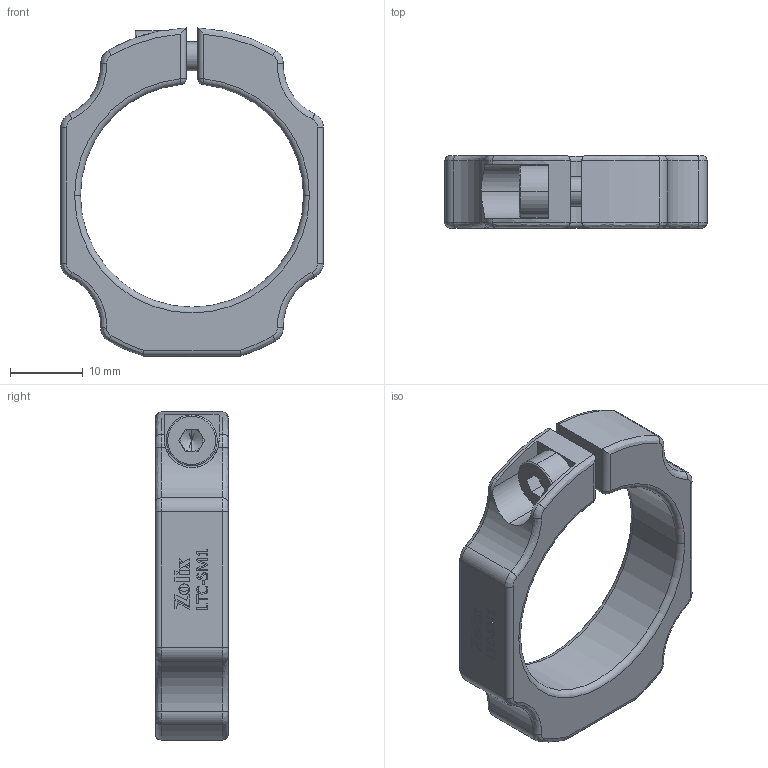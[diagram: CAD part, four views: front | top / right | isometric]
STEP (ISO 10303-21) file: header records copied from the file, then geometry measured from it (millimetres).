
FILE_DESCRIPTION (( 'STEP AP203' ), '1' );
FILE_NAME ('LTC-SM1.STEP', '2025-09-04T01:48:22', ( '' ), ( '' ), 'SwSTEP 2.0', 'SolidWorks 2020', '' );
FILE_SCHEMA (( 'CONFIG_CONTROL_DESIGN' ));
Length unit declared in the file: millimetre
Products named in the file (1): LTC-SM1
Bounding box: 36 x 9.92 x 44.99 mm (x, y, z)
Volume: 5774.2 mm3; surface area: 4086.4 mm2
Topology: 2 solids, 2 shells, 384 faces, 1012 edges, 645 vertices
Faces by surface type: plane 222, bspline 98, cylinder 44, cone 10, torus 10
Entity records: 14051 total; most frequent: CARTESIAN_POINT 5684, ORIENTED_EDGE 2008, DIRECTION 1264, EDGE_CURVE 1004, VERTEX_POINT 645, B_SPLINE_CURVE_WITH_KNOTS 462, AXIS2_PLACEMENT_3D 443, EDGE_LOOP 407
